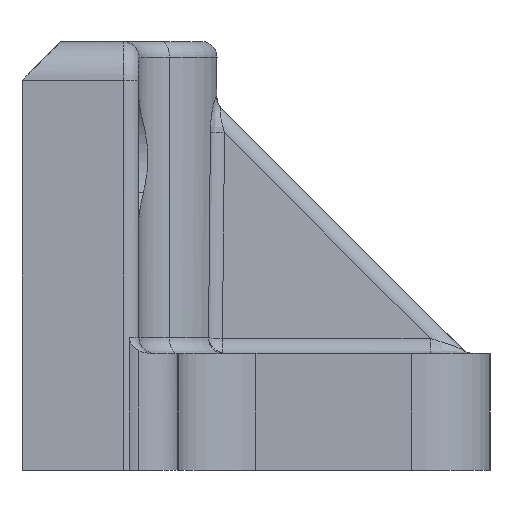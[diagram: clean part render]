
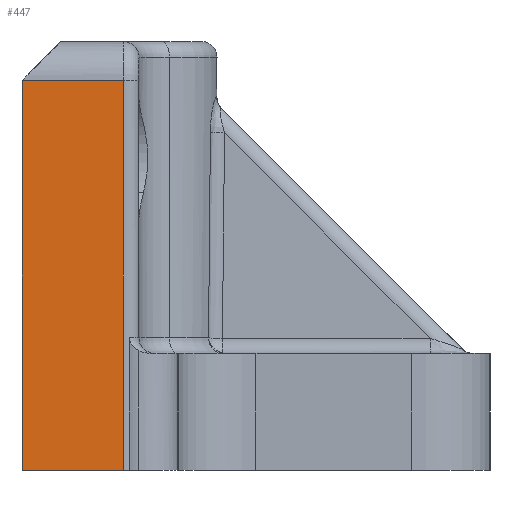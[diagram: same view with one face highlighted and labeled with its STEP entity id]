
A CAD part, left-side view. The second image highlights one B-rep face of the part: STEP entity #447.
In plain terms, the highlighted planar face has unit normal (-1, 0, 0).
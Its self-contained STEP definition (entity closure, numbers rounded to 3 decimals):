
#427=AXIS2_PLACEMENT_3D('Plane Axis2P3D',#424,#425,#426) ;
#50=CARTESIAN_POINT('Vertex',(-157.5,-13.,0.)) ;
#53=CARTESIAN_POINT('Line Origine',(-157.5,-6.5,0.)) ;
#57=CARTESIAN_POINT('Vertex',(-157.5,0.,0.)) ;
#401=CARTESIAN_POINT('Vertex',(-157.5,-13.,50.)) ;
#404=CARTESIAN_POINT('Line Origine',(-157.5,-13.,26.5)) ;
#424=CARTESIAN_POINT('Axis2P3D Location',(-157.5,-15.,0.)) ;
#429=CARTESIAN_POINT('Line Origine',(-157.5,-6.5,50.)) ;
#433=CARTESIAN_POINT('Vertex',(-157.5,0.,50.)) ;
#436=CARTESIAN_POINT('Line Origine',(-157.5,0.,25.)) ;
#54=DIRECTION('Vector Direction',(0.,1.,0.)) ;
#405=DIRECTION('Vector Direction',(0.,0.,-1.)) ;
#425=DIRECTION('Axis2P3D Direction',(1.,0.,0.)) ;
#426=DIRECTION('Axis2P3D XDirection',(0.,1.,0.)) ;
#430=DIRECTION('Vector Direction',(0.,-1.,0.)) ;
#437=DIRECTION('Vector Direction',(0.,0.,1.)) ;
#55=VECTOR('Line Direction',#54,1.) ;
#406=VECTOR('Line Direction',#405,1.) ;
#431=VECTOR('Line Direction',#430,1.) ;
#438=VECTOR('Line Direction',#437,1.) ;
#442=ORIENTED_EDGE('',*,*,#408,.T.) ;
#443=ORIENTED_EDGE('',*,*,#435,.F.) ;
#444=ORIENTED_EDGE('',*,*,#440,.F.) ;
#445=ORIENTED_EDGE('',*,*,#59,.T.) ;
#447=ADVANCED_FACE('PartBody',(#446),#428,.F.) ;
#59=EDGE_CURVE('',#58,#51,#56,.F.) ;
#408=EDGE_CURVE('',#51,#402,#407,.F.) ;
#435=EDGE_CURVE('',#434,#402,#432,.T.) ;
#440=EDGE_CURVE('',#58,#434,#439,.T.) ;
#441=EDGE_LOOP('',(#442,#443,#444,#445)) ;
#446=FACE_OUTER_BOUND('',#441,.T.) ;
#56=LINE('Line',#53,#55) ;
#407=LINE('Line',#404,#406) ;
#432=LINE('Line',#429,#431) ;
#439=LINE('Line',#436,#438) ;
#428=PLANE('',#427) ;
#51=VERTEX_POINT('',#50) ;
#58=VERTEX_POINT('',#57) ;
#402=VERTEX_POINT('',#401) ;
#434=VERTEX_POINT('',#433) ;
